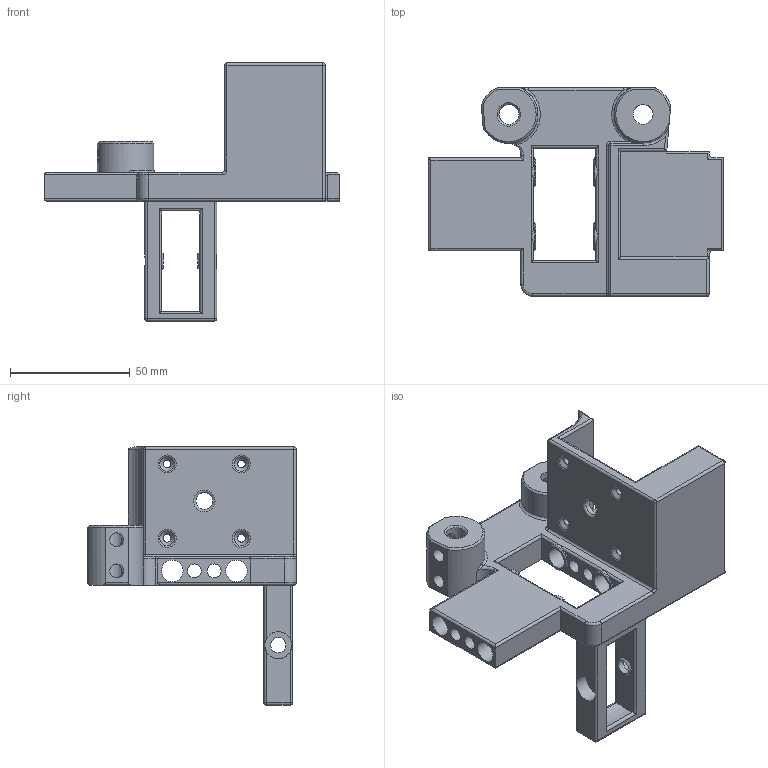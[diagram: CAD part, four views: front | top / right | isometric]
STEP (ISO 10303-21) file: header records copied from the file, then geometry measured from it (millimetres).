
FILE_DESCRIPTION(/* description */ ('STEP AP242','CAx-IF Rec.Pracs.---Representation and Presentation of Product Manufacturing Information (PMI)---4.0---2014-10-13','CAx-IF Rec.Pracs.---3D Tessellated Geometry---0.4---2014-09-14','2;1'),/* implementation_level */ '2;1');
FILE_NAME(/* name */ '686f0fe4a37d42678cdea957',/* time_stamp */ '2025-07-10T00:57:08Z',/* author */ (''),/* organization */ (''),/* preprocessor_version */ 'ST-DEVELOPER v20',/* originating_system */ 'ONSHAPE BY PTC INC, 1.200',/* authorisation */ ' ');
FILE_SCHEMA (('AP242_MANAGED_MODEL_BASED_3D_ENGINEERING_MIM_LF { 1 0 10303 442 1 1 4 }'));
Length unit declared in the file: metre
Products named in the file (1): Motor Mount
Bounding box: 123 x 87.03 x 107.72 mm (x, y, z)
Volume: 130186.7 mm3; surface area: 49185.8 mm2
Topology: 1 solids, 1 shells, 205 faces, 541 edges, 329 vertices
Faces by surface type: cylinder 97, plane 67, cone 15, torus 13, sphere 8, bspline 5
Full cylindrical faces by diameter (mm): 3.2 x4, 5.75 x12, 6.4 x2, 7 x1, 8.3 x2, 9 x4, 11.25 x1, 12 x4, 22.5 x1
Entity records: 6172 total; most frequent: CARTESIAN_POINT 1401, DIRECTION 998, ORIENTED_EDGE 908, EDGE_CURVE 454, AXIS2_PLACEMENT_3D 390, EDGE_LOOP 308, FACE_BOUND 308, VERTEX_POINT 300
